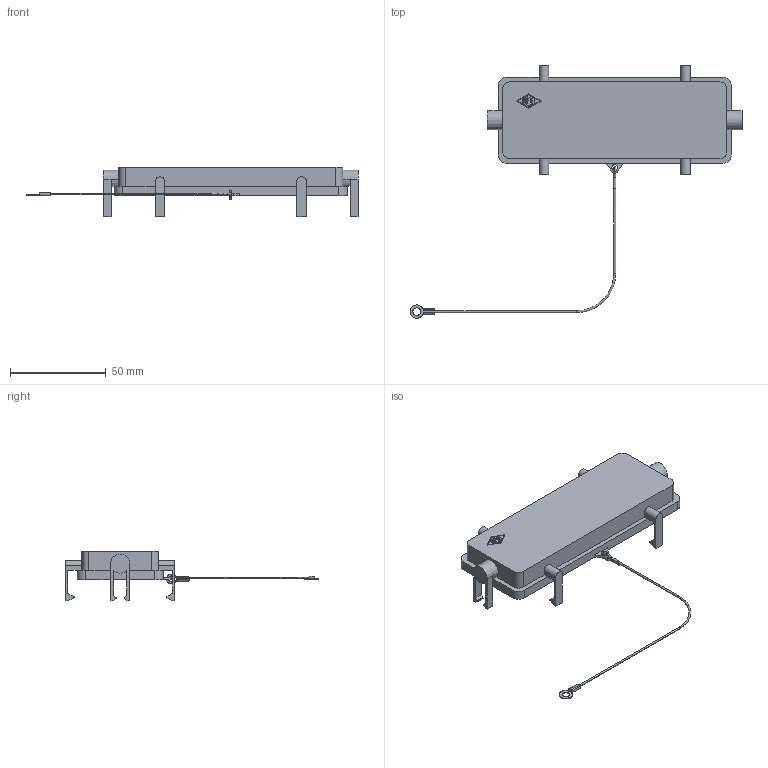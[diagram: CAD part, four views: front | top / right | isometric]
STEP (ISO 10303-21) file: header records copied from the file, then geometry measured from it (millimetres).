
FILE_DESCRIPTION((''),'2;1');
FILE_NAME('CPT 24.stp','2007-01-02T17:34:37',('gembarski'),(''),'Autodesk Inventor 7','Autodesk Inventor 7','');
FILE_SCHEMA(('AUTOMOTIVE_DESIGN { 1 0 10303 214 1 1 1 1 }'));
Length unit declared in the file: millimetre
Products named in the file (1): CPT 24
Bounding box: 173.5 x 132 x 26.1 mm (x, y, z)
Volume: 18735.4 mm3; surface area: 23212.5 mm2
Topology: 2 solids, 2 shells, 235 faces, 638 edges, 415 vertices
Faces by surface type: plane 116, cylinder 74, bspline 37, torus 8
Entity records: 7544 total; most frequent: CARTESIAN_POINT 1531, ORIENTED_EDGE 1278, DIRECTION 1216, EDGE_CURVE 639, VECTOR 456, LINE 456, VERTEX_POINT 415, AXIS2_PLACEMENT_3D 380
